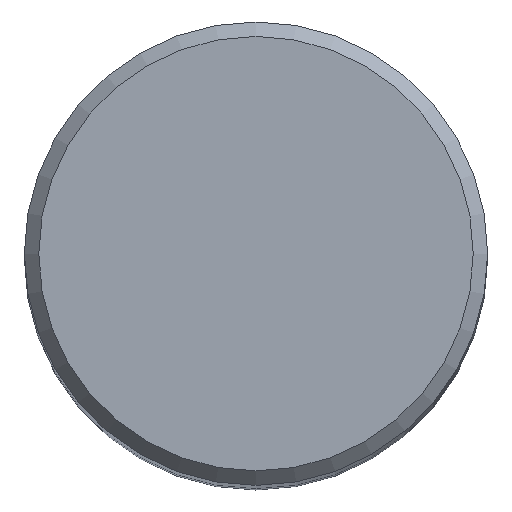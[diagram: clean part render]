
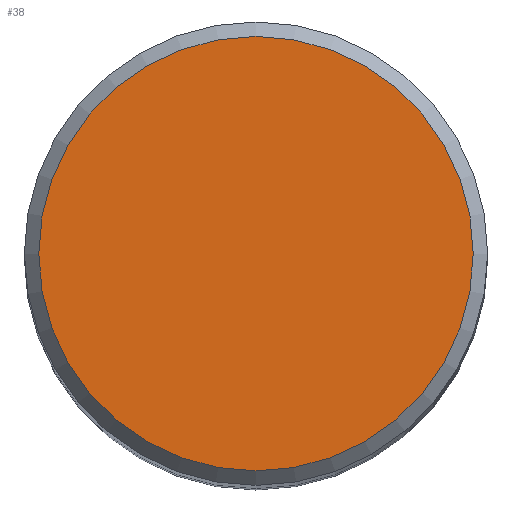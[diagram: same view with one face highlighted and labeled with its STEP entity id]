
A CAD part, top view. The second image highlights one B-rep face of the part: STEP entity #38.
In plain terms, the highlighted planar face has unit normal (0, 0, 1).
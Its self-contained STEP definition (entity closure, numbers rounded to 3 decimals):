
#2 = EDGE_CURVE ( 'NONE', #3, #3, #53, .T. ) ;
#3 = VERTEX_POINT ( 'NONE', #37 ) ;
#6 = DIRECTION ( 'NONE',  ( 0., 1., 0. ) ) ;
#11 = CARTESIAN_POINT ( 'NONE',  ( 0., 0., 92. ) ) ;
#12 = AXIS2_PLACEMENT_3D ( 'NONE', #11, #78, #112 ) ;
#37 = CARTESIAN_POINT ( 'NONE',  ( 0., 7.5, 92. ) ) ;
#38 = ADVANCED_FACE ( 'NONE', ( #160 ), #166, .F. ) ;
#46 = AXIS2_PLACEMENT_3D ( 'NONE', #76, #127, #6 ) ;
#53 = CIRCLE ( 'NONE', #46, 7.5 ) ;
#76 = CARTESIAN_POINT ( 'NONE',  ( 0., 0., 92. ) ) ;
#78 = DIRECTION ( 'NONE',  ( 0., 0., -1. ) ) ;
#104 = ORIENTED_EDGE ( 'NONE', *, *, #2, .F. ) ;
#112 = DIRECTION ( 'NONE',  ( 0., 1., 0. ) ) ;
#127 = DIRECTION ( 'NONE',  ( 0., 0., -1. ) ) ;
#160 = FACE_OUTER_BOUND ( 'NONE', #162, .T. ) ;
#162 = EDGE_LOOP ( 'NONE', ( #104 ) ) ;
#166 = PLANE ( 'NONE',  #12 ) ;
